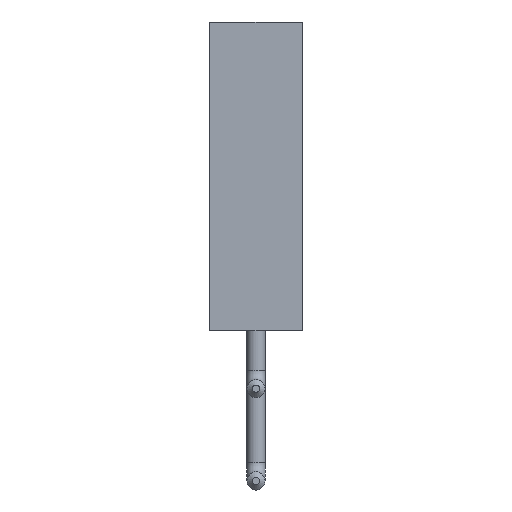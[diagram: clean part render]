
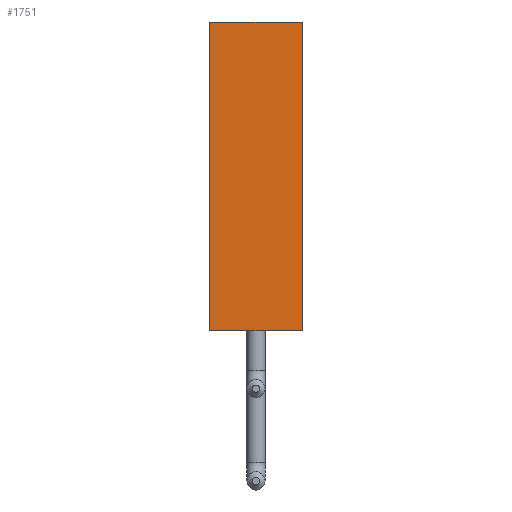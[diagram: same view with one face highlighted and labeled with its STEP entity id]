
A CAD part, front view. The second image highlights one B-rep face of the part: STEP entity #1751.
In plain terms, the highlighted planar face has unit normal (0, -1, 0).
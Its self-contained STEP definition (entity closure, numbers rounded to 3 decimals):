
#144=LINE('',#2901,#280);
#150=LINE('',#2914,#286);
#161=LINE('',#3041,#297);
#172=LINE('',#3067,#308);
#280=VECTOR('',#2199,10.);
#286=VECTOR('',#2211,10.);
#297=VECTOR('',#2268,10.);
#308=VECTOR('',#2301,10.);
#401=PLANE('',#1926);
#529=FACE_OUTER_BOUND('',#647,.T.);
#647=EDGE_LOOP('',(#1415,#1416,#1417,#1418));
#823=VERTEX_POINT('',#2898);
#824=VERTEX_POINT('',#2900);
#828=VERTEX_POINT('',#2912);
#841=VERTEX_POINT('',#3040);
#1002=EDGE_CURVE('',#823,#824,#144,.T.);
#1009=EDGE_CURVE('',#828,#823,#150,.T.);
#1034=EDGE_CURVE('',#824,#841,#161,.T.);
#1047=EDGE_CURVE('',#828,#841,#172,.T.);
#1415=ORIENTED_EDGE('',*,*,#1009,.F.);
#1416=ORIENTED_EDGE('',*,*,#1047,.T.);
#1417=ORIENTED_EDGE('',*,*,#1034,.F.);
#1418=ORIENTED_EDGE('',*,*,#1002,.F.);
#1751=ADVANCED_FACE('',(#529),#401,.T.);
#1926=AXIS2_PLACEMENT_3D('',#3068,#2302,#2303);
#2199=DIRECTION('',(0.,0.,1.));
#2211=DIRECTION('',(-1.,0.,0.));
#2268=DIRECTION('',(1.,0.,0.));
#2301=DIRECTION('',(0.,0.,1.));
#2302=DIRECTION('center_axis',(0.,-1.,0.));
#2303=DIRECTION('ref_axis',(1.,0.,0.));
#2898=CARTESIAN_POINT('',(0.,-2.4,0.));
#2900=CARTESIAN_POINT('',(0.,-2.4,8.5));
#2901=CARTESIAN_POINT('',(0.,-2.4,0.));
#2912=CARTESIAN_POINT('',(2.54,-2.4,0.));
#2914=CARTESIAN_POINT('',(2.54,-2.4,0.));
#3040=CARTESIAN_POINT('',(2.54,-2.4,8.5));
#3041=CARTESIAN_POINT('',(2.54,-2.4,8.5));
#3067=CARTESIAN_POINT('',(2.54,-2.4,0.));
#3068=CARTESIAN_POINT('Origin',(0.,-2.4,0.));
